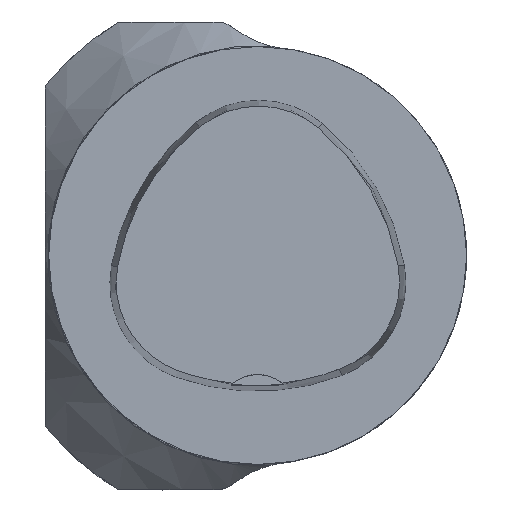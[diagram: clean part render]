
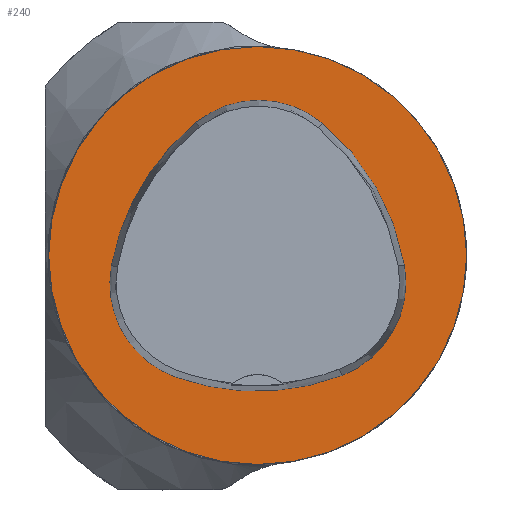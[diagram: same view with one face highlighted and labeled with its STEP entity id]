
A CAD part, top view. The second image highlights one B-rep face of the part: STEP entity #240.
In plain terms, the highlighted planar face has unit normal (0, 0, 1).
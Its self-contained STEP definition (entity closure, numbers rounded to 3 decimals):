
#78=FACE_BOUND('',#415,.T.);
#79=FACE_BOUND('',#416,.T.);
#169=CIRCLE('',#1178,31.5);
#170=CIRCLE('',#1184,36.);
#172=CIRCLE('',#1187,15.);
#174=CIRCLE('',#1190,36.);
#176=CIRCLE('',#1193,15.);
#180=CIRCLE('',#1198,36.);
#182=CIRCLE('',#1201,15.);
#240=ADVANCED_FACE('',(#78,#79),#272,.T.);
#272=PLANE('',#1207);
#415=EDGE_LOOP('',(#680,#681,#682,#683,#684,#685));
#416=EDGE_LOOP('',(#686));
#680=ORIENTED_EDGE('',*,*,#946,.T.);
#681=ORIENTED_EDGE('',*,*,#926,.T.);
#682=ORIENTED_EDGE('',*,*,#930,.T.);
#683=ORIENTED_EDGE('',*,*,#933,.T.);
#684=ORIENTED_EDGE('',*,*,#936,.T.);
#685=ORIENTED_EDGE('',*,*,#944,.T.);
#686=ORIENTED_EDGE('',*,*,#917,.F.);
#796=VERTEX_POINT('',#2621);
#805=VERTEX_POINT('',#2640);
#806=VERTEX_POINT('',#2641);
#809=VERTEX_POINT('',#2649);
#811=VERTEX_POINT('',#2655);
#813=VERTEX_POINT('',#2661);
#820=VERTEX_POINT('',#2682);
#917=EDGE_CURVE('',#796,#796,#169,.T.);
#926=EDGE_CURVE('',#805,#806,#170,.T.);
#930=EDGE_CURVE('',#806,#809,#172,.T.);
#933=EDGE_CURVE('',#809,#811,#174,.T.);
#936=EDGE_CURVE('',#811,#813,#176,.T.);
#944=EDGE_CURVE('',#813,#820,#180,.T.);
#946=EDGE_CURVE('',#820,#805,#182,.T.);
#1178=AXIS2_PLACEMENT_3D('',#2620,#1440,#1441);
#1184=AXIS2_PLACEMENT_3D('',#2639,#1456,#1457);
#1187=AXIS2_PLACEMENT_3D('',#2648,#1464,#1465);
#1190=AXIS2_PLACEMENT_3D('',#2654,#1471,#1472);
#1193=AXIS2_PLACEMENT_3D('',#2660,#1478,#1479);
#1198=AXIS2_PLACEMENT_3D('',#2683,#1490,#1491);
#1201=AXIS2_PLACEMENT_3D('',#2686,#1496,#1497);
#1207=AXIS2_PLACEMENT_3D('',#2692,#1508,#1509);
#1440=DIRECTION('',(0.,0.,-1.));
#1441=DIRECTION('',(-1.,0.,0.));
#1456=DIRECTION('',(0.,0.,-1.));
#1457=DIRECTION('',(-1.,0.,0.));
#1464=DIRECTION('',(0.,0.,-1.));
#1465=DIRECTION('',(-1.,0.,0.));
#1471=DIRECTION('',(0.,0.,-1.));
#1472=DIRECTION('',(-1.,0.,0.));
#1478=DIRECTION('',(0.,0.,-1.));
#1479=DIRECTION('',(-1.,0.,0.));
#1490=DIRECTION('',(0.,0.,-1.));
#1491=DIRECTION('',(-1.,0.,0.));
#1496=DIRECTION('',(0.,0.,-1.));
#1497=DIRECTION('',(-1.,0.,0.));
#1508=DIRECTION('',(0.,0.,1.));
#1509=DIRECTION('',(1.,0.,0.));
#2620=CARTESIAN_POINT('',(0.,0.,0.));
#2621=CARTESIAN_POINT('',(-31.5,0.,0.));
#2639=CARTESIAN_POINT('',(13.398,-7.893,0.));
#2640=CARTESIAN_POINT('',(-22.041,-1.562,0.));
#2641=CARTESIAN_POINT('',(-9.317,20.036,0.));
#2648=CARTESIAN_POINT('',(0.148,8.399,0.));
#2649=CARTESIAN_POINT('',(9.779,19.898,0.));
#2654=CARTESIAN_POINT('',(-13.337,-7.7,0.));
#2655=CARTESIAN_POINT('',(22.122,-1.48,0.));
#2660=CARTESIAN_POINT('',(7.347,-4.071,0.));
#2661=CARTESIAN_POINT('',(12.693,-18.087,0.));
#2682=CARTESIAN_POINT('',(-12.373,-18.307,0.));
#2683=CARTESIAN_POINT('',(-0.137,15.55,0.));
#2686=CARTESIAN_POINT('',(-7.275,-4.2,0.));
#2692=CARTESIAN_POINT('',(0.,0.,0.));
